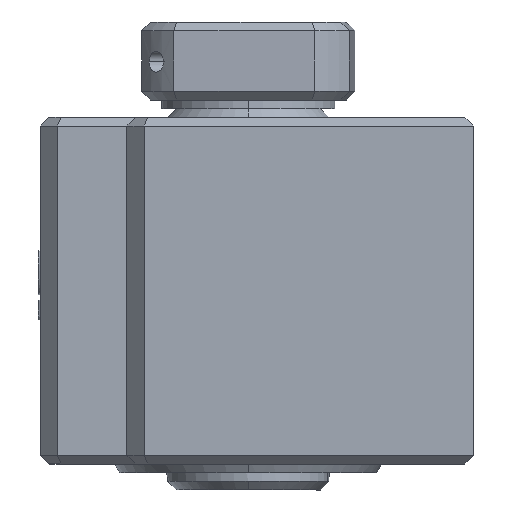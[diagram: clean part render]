
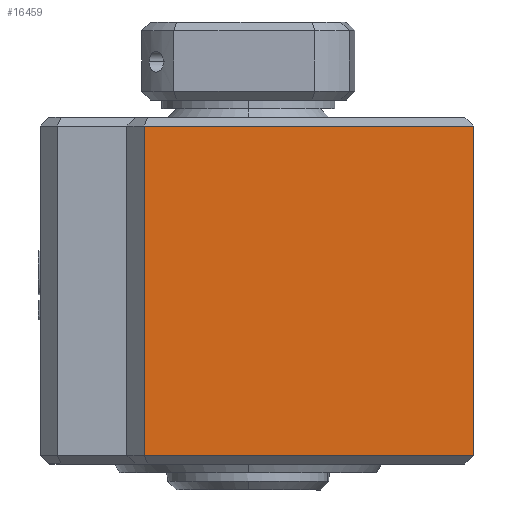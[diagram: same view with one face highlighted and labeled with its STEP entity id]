
A CAD part, left-side view. The second image highlights one B-rep face of the part: STEP entity #16459.
In plain terms, the highlighted planar face has unit normal (1, 0, 0).
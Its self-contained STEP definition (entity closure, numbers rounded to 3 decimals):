
#109 = VECTOR ( 'NONE', #14826, 1000. ) ;
#1781 = DIRECTION ( 'NONE',  ( 0., 1., 0. ) ) ;
#1892 = VECTOR ( 'NONE', #8851, 1000. ) ;
#2257 = DIRECTION ( 'NONE',  ( 1., 0., 0. ) ) ;
#2433 = CARTESIAN_POINT ( 'NONE',  ( -39.008, -22.676, -9.5 ) ) ;
#5234 = CARTESIAN_POINT ( 'NONE',  ( -39.008, -41.676, 0. ) ) ;
#5299 = ORIENTED_EDGE ( 'NONE', *, *, #14974, .F. ) ;
#5889 = LINE ( 'NONE', #9526, #109 ) ;
#5962 = PLANE ( 'NONE',  #20824 ) ;
#6194 = VERTEX_POINT ( 'NONE', #16734 ) ;
#6988 = EDGE_CURVE ( 'NONE', #6194, #19092, #12691, .T. ) ;
#7221 = VECTOR ( 'NONE', #1781, 1000. ) ;
#8101 = CARTESIAN_POINT ( 'NONE',  ( -39.008, -32.176, 9.5 ) ) ;
#8851 = DIRECTION ( 'NONE',  ( 0., 0., -1. ) ) ;
#8950 = EDGE_LOOP ( 'NONE', ( #15459, #17334, #20017, #5299 ) ) ;
#9432 = LINE ( 'NONE', #8101, #18884 ) ;
#9526 = CARTESIAN_POINT ( 'NONE',  ( -39.008, -22.676, 0. ) ) ;
#10876 = EDGE_CURVE ( 'NONE', #19092, #16126, #16961, .T. ) ;
#10950 = CARTESIAN_POINT ( 'NONE',  ( -39.008, -22.676, 9.5 ) ) ;
#12350 = CARTESIAN_POINT ( 'NONE',  ( -39.008, -32.176, -9.5 ) ) ;
#12691 = LINE ( 'NONE', #5234, #1892 ) ;
#13472 = DIRECTION ( 'NONE',  ( 0., -1., 0. ) ) ;
#14826 = DIRECTION ( 'NONE',  ( 0., 0., -1. ) ) ;
#14974 = EDGE_CURVE ( 'NONE', #17622, #16126, #5889, .T. ) ;
#15459 = ORIENTED_EDGE ( 'NONE', *, *, #20185, .T. ) ;
#16126 = VERTEX_POINT ( 'NONE', #2433 ) ;
#16459 = ADVANCED_FACE ( 'NONE', ( #21062 ), #5962, .T. ) ;
#16734 = CARTESIAN_POINT ( 'NONE',  ( -39.008, -41.676, 9.5 ) ) ;
#16961 = LINE ( 'NONE', #12350, #7221 ) ;
#17334 = ORIENTED_EDGE ( 'NONE', *, *, #6988, .T. ) ;
#17622 = VERTEX_POINT ( 'NONE', #10950 ) ;
#18884 = VECTOR ( 'NONE', #13472, 1000. ) ;
#19092 = VERTEX_POINT ( 'NONE', #22718 ) ;
#19998 = CARTESIAN_POINT ( 'NONE',  ( -39.008, -41.676, -9.5 ) ) ;
#20017 = ORIENTED_EDGE ( 'NONE', *, *, #10876, .T. ) ;
#20149 = DIRECTION ( 'NONE',  ( 0., 1., 0. ) ) ;
#20185 = EDGE_CURVE ( 'NONE', #17622, #6194, #9432, .T. ) ;
#20824 = AXIS2_PLACEMENT_3D ( 'NONE', #19998, #2257, #20149 ) ;
#21062 = FACE_OUTER_BOUND ( 'NONE', #8950, .T. ) ;
#22718 = CARTESIAN_POINT ( 'NONE',  ( -39.008, -41.676, -9.5 ) ) ;
